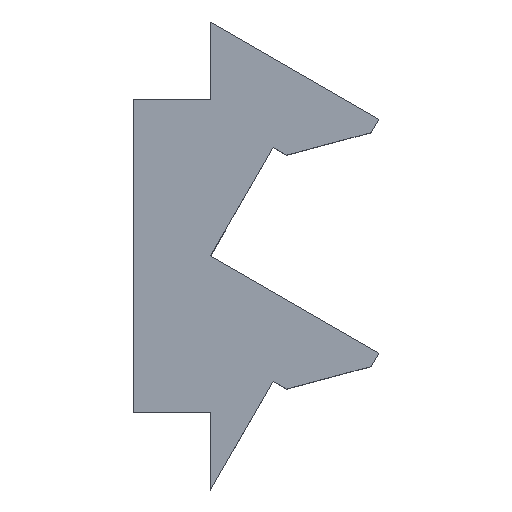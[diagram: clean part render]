
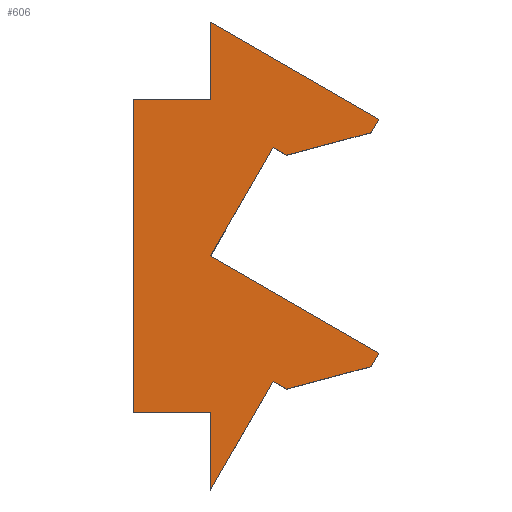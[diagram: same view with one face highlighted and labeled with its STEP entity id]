
A CAD part, top view. The second image highlights one B-rep face of the part: STEP entity #606.
In plain terms, the highlighted planar face has unit normal (0, 0, 1).
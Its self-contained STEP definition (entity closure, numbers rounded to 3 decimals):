
#44=FACE_OUTER_BOUND('',#75,.T.);
#75=EDGE_LOOP('',(#516,#517,#518,#519,#520,#521,#522,#523,#524,#525,#526,
#527,#528,#529,#530));
#93=LINE('',#836,#176);
#96=LINE('',#842,#179);
#102=LINE('',#854,#185);
#122=LINE('',#895,#205);
#125=LINE('',#901,#208);
#131=LINE('',#913,#214);
#137=LINE('',#926,#220);
#140=LINE('',#930,#223);
#141=LINE('',#933,#224);
#145=LINE('',#939,#228);
#146=LINE('',#942,#229);
#150=LINE('',#950,#233);
#153=LINE('',#956,#236);
#156=LINE('',#962,#239);
#159=LINE('',#966,#242);
#176=VECTOR('',#681,10.);
#179=VECTOR('',#686,10.);
#185=VECTOR('',#698,10.);
#205=VECTOR('',#730,10.);
#208=VECTOR('',#735,10.);
#214=VECTOR('',#747,10.);
#220=VECTOR('',#757,10.);
#223=VECTOR('',#762,10.);
#224=VECTOR('',#765,10.);
#228=VECTOR('',#771,10.);
#229=VECTOR('',#774,10.);
#233=VECTOR('',#780,10.);
#236=VECTOR('',#785,10.);
#239=VECTOR('',#790,10.);
#242=VECTOR('',#795,10.);
#255=VERTEX_POINT('',#833);
#256=VERTEX_POINT('',#835);
#258=VERTEX_POINT('',#841);
#261=VERTEX_POINT('',#853);
#275=VERTEX_POINT('',#892);
#276=VERTEX_POINT('',#894);
#278=VERTEX_POINT('',#900);
#281=VERTEX_POINT('',#912);
#285=VERTEX_POINT('',#923);
#286=VERTEX_POINT('',#925);
#287=VERTEX_POINT('',#932);
#289=VERTEX_POINT('',#941);
#292=VERTEX_POINT('',#949);
#294=VERTEX_POINT('',#955);
#296=VERTEX_POINT('',#961);
#313=EDGE_CURVE('',#255,#256,#93,.T.);
#316=EDGE_CURVE('',#256,#258,#96,.T.);
#322=EDGE_CURVE('',#261,#258,#102,.T.);
#342=EDGE_CURVE('',#275,#276,#122,.T.);
#345=EDGE_CURVE('',#276,#278,#125,.T.);
#351=EDGE_CURVE('',#281,#278,#131,.T.);
#357=EDGE_CURVE('',#286,#285,#137,.T.);
#360=EDGE_CURVE('',#286,#255,#140,.T.);
#361=EDGE_CURVE('',#287,#261,#141,.T.);
#365=EDGE_CURVE('',#287,#275,#145,.T.);
#366=EDGE_CURVE('',#289,#281,#146,.T.);
#370=EDGE_CURVE('',#292,#289,#150,.T.);
#373=EDGE_CURVE('',#294,#292,#153,.T.);
#376=EDGE_CURVE('',#296,#294,#156,.T.);
#379=EDGE_CURVE('',#285,#296,#159,.T.);
#516=ORIENTED_EDGE('',*,*,#316,.F.);
#517=ORIENTED_EDGE('',*,*,#313,.F.);
#518=ORIENTED_EDGE('',*,*,#360,.F.);
#519=ORIENTED_EDGE('',*,*,#357,.T.);
#520=ORIENTED_EDGE('',*,*,#379,.T.);
#521=ORIENTED_EDGE('',*,*,#376,.T.);
#522=ORIENTED_EDGE('',*,*,#373,.T.);
#523=ORIENTED_EDGE('',*,*,#370,.T.);
#524=ORIENTED_EDGE('',*,*,#366,.T.);
#525=ORIENTED_EDGE('',*,*,#351,.T.);
#526=ORIENTED_EDGE('',*,*,#345,.F.);
#527=ORIENTED_EDGE('',*,*,#342,.F.);
#528=ORIENTED_EDGE('',*,*,#365,.F.);
#529=ORIENTED_EDGE('',*,*,#361,.T.);
#530=ORIENTED_EDGE('',*,*,#322,.T.);
#575=PLANE('',#651);
#606=ADVANCED_FACE('',(#44),#575,.T.);
#651=AXIS2_PLACEMENT_3D('',#967,#796,#797);
#681=DIRECTION('',(-0.5,-0.866,0.));
#686=DIRECTION('',(-0.966,-0.259,0.));
#698=DIRECTION('',(0.866,-0.5,0.));
#730=DIRECTION('',(-0.5,-0.866,0.));
#735=DIRECTION('',(-0.966,-0.259,0.));
#747=DIRECTION('',(0.866,-0.5,0.));
#757=DIRECTION('',(0.,-1.,0.));
#762=DIRECTION('',(0.866,-0.5,0.));
#765=DIRECTION('',(0.5,0.866,0.));
#771=DIRECTION('',(0.866,-0.5,0.));
#774=DIRECTION('',(0.5,0.866,0.));
#780=DIRECTION('',(0.,-1.,0.));
#785=DIRECTION('',(1.,0.,0.));
#790=DIRECTION('',(0.,-1.,0.));
#795=DIRECTION('',(-1.,0.,0.));
#796=DIRECTION('center_axis',(0.,0.,1.));
#797=DIRECTION('ref_axis',(1.,0.,0.));
#833=CARTESIAN_POINT('',(123.874,8.834,-6.));
#835=CARTESIAN_POINT('',(123.374,7.968,-6.));
#836=CARTESIAN_POINT('',(123.874,8.834,-6.));
#841=CARTESIAN_POINT('',(117.909,6.503,-6.));
#842=CARTESIAN_POINT('',(116.532,6.134,-6.));
#853=CARTESIAN_POINT('',(117.043,7.003,-6.));
#854=CARTESIAN_POINT('',(117.043,7.003,-6.));
#892=CARTESIAN_POINT('',(123.874,-6.278,-6.));
#894=CARTESIAN_POINT('',(123.374,-7.144,-6.));
#895=CARTESIAN_POINT('',(123.874,-6.278,-6.));
#900=CARTESIAN_POINT('',(117.909,-8.608,-6.));
#901=CARTESIAN_POINT('',(118.421,-8.471,-6.));
#912=CARTESIAN_POINT('',(117.043,-8.108,-6.));
#913=CARTESIAN_POINT('',(117.043,-8.108,-6.));
#923=CARTESIAN_POINT('',(113.,10.111,-6.));
#925=CARTESIAN_POINT('',(113.,15.111,-6.));
#926=CARTESIAN_POINT('',(113.,10.111,-6.));
#930=CARTESIAN_POINT('',(119.543,11.334,-6.));
#932=CARTESIAN_POINT('',(113.,0.,-6.));
#933=CARTESIAN_POINT('',(113.,0.,-6.));
#939=CARTESIAN_POINT('',(119.543,-3.778,-6.));
#941=CARTESIAN_POINT('',(113.,-15.111,-6.));
#942=CARTESIAN_POINT('',(113.,-15.111,-6.));
#949=CARTESIAN_POINT('',(113.,-10.111,-6.));
#950=CARTESIAN_POINT('',(113.,-10.111,-6.));
#955=CARTESIAN_POINT('',(108.,-10.111,-6.));
#956=CARTESIAN_POINT('',(113.,-10.111,-6.));
#961=CARTESIAN_POINT('',(108.,10.111,-6.));
#962=CARTESIAN_POINT('',(108.,10.111,-6.));
#966=CARTESIAN_POINT('',(113.,10.111,-6.));
#967=CARTESIAN_POINT('Origin',(113.772,0.,-6.));
